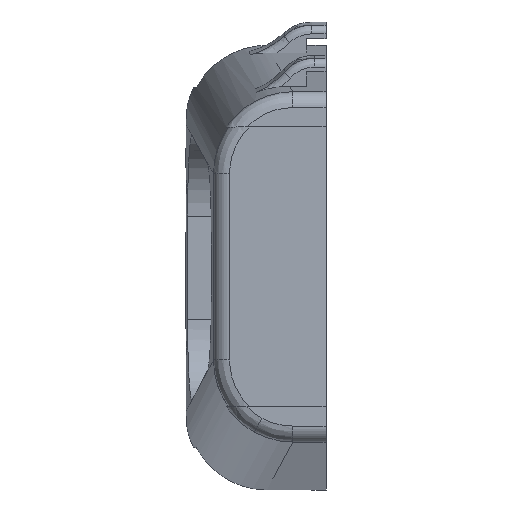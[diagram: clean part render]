
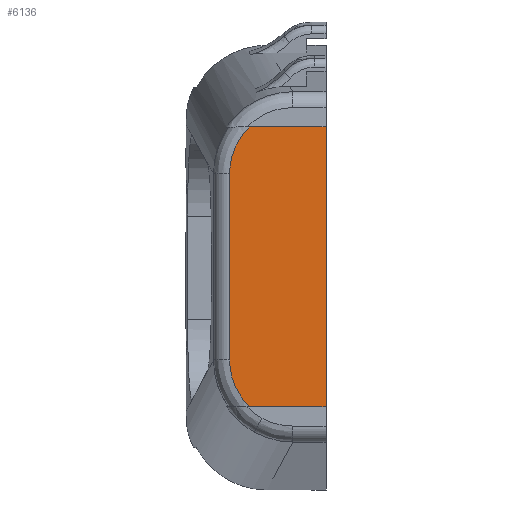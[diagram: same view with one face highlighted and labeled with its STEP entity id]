
A CAD part, top view. The second image highlights one B-rep face of the part: STEP entity #6136.
In plain terms, the highlighted planar face has unit normal (0, 0, 1).
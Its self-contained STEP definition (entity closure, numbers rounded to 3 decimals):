
#78 = CARTESIAN_POINT ( 'NONE',  ( 7.97, -17.4, 39.5 ) ) ;
#89 = CARTESIAN_POINT ( 'NONE',  ( 6.61, -15.72, 39.5 ) ) ;
#114 = CARTESIAN_POINT ( 'NONE',  ( 6.035, 14.506, 39.5 ) ) ;
#117 = CARTESIAN_POINT ( 'NONE',  ( 5.5, -11.605, 39.5 ) ) ;
#122 = CARTESIAN_POINT ( 'NONE',  ( 5.554, -12.683, 39.5 ) ) ;
#181 = CARTESIAN_POINT ( 'NONE',  ( 5.5, 12.149, 39.5 ) ) ;
#192 = CARTESIAN_POINT ( 'NONE',  ( 7.774, 17.212, 39.5 ) ) ;
#482 = VECTOR ( 'NONE', #5674, 1000. ) ;
#593 = CARTESIAN_POINT ( 'NONE',  ( 5.941, -14.25, 39.5 ) ) ;
#621 = CARTESIAN_POINT ( 'NONE',  ( 5.715, 13.472, 39.5 ) ) ;
#761 = EDGE_CURVE ( 'NONE', #1679, #3538, #2086, .T. ) ;
#769 = CARTESIAN_POINT ( 'NONE',  ( 7.97, 17.4, 39.5 ) ) ;
#1015 = VERTEX_POINT ( 'NONE', #78 ) ;
#1128 = DIRECTION ( 'NONE',  ( 1., 0., 0. ) ) ;
#1133 = DIRECTION ( 'NONE',  ( 1., 0., 0. ) ) ;
#1165 = CARTESIAN_POINT ( 'NONE',  ( 21.486, 17.4, 39.5 ) ) ;
#1217 = VERTEX_POINT ( 'NONE', #2060 ) ;
#1265 = CARTESIAN_POINT ( 'NONE',  ( 7.774, -17.212, 39.5 ) ) ;
#1300 = CARTESIAN_POINT ( 'NONE',  ( 6.035, -14.506, 39.5 ) ) ;
#1538 = EDGE_CURVE ( 'NONE', #4094, #1679, #6477, .T. ) ;
#1590 = CARTESIAN_POINT ( 'NONE',  ( 7.97, 17.4, 39.5 ) ) ;
#1612 = CARTESIAN_POINT ( 'NONE',  ( 7.069, -16.385, 39.5 ) ) ;
#1624 = EDGE_CURVE ( 'NONE', #4094, #1217, #4185, .T. ) ;
#1668 = DIRECTION ( 'NONE',  ( 0., 1., 0. ) ) ;
#1670 = B_SPLINE_CURVE_WITH_KNOTS ( 'NONE', 3,
 ( #4353, #1774, #122, #6250, #2818, #593, #1300, #6447, #89, #1612, #6412, #2662, #1265, #2696 ),
 .UNSPECIFIED., .F., .F.,
 ( 4, 2, 2, 2, 2, 2, 4 ),
 ( 0., 0.002, 0.002, 0.003, 0.005, 0.006, 0.006 ),
 .UNSPECIFIED. ) ;
#1674 = CARTESIAN_POINT ( 'NONE',  ( 5.5, 11.605, 39.5 ) ) ;
#1679 = VERTEX_POINT ( 'NONE', #6613 ) ;
#1745 = ORIENTED_EDGE ( 'NONE', *, *, #6518, .F. ) ;
#1774 = CARTESIAN_POINT ( 'NONE',  ( 5.5, -12.149, 39.5 ) ) ;
#2009 = AXIS2_PLACEMENT_3D ( 'NONE', #6283, #3677, #1133 ) ;
#2060 = CARTESIAN_POINT ( 'NONE',  ( 17.5, 17.4, 39.5 ) ) ;
#2086 = LINE ( 'NONE', #117, #5817 ) ;
#2182 = CARTESIAN_POINT ( 'NONE',  ( 5.941, 14.25, 39.5 ) ) ;
#2323 = CARTESIAN_POINT ( 'NONE',  ( 6.61, 15.72, 39.5 ) ) ;
#2324 = ORIENTED_EDGE ( 'NONE', *, *, #3953, .T. ) ;
#2490 = CARTESIAN_POINT ( 'NONE',  ( 21.486, -17.4, 39.5 ) ) ;
#2531 = VECTOR ( 'NONE', #1128, 1000. ) ;
#2619 = DIRECTION ( 'NONE',  ( 0., -1., 0. ) ) ;
#2662 = CARTESIAN_POINT ( 'NONE',  ( 7.587, -17.015, 39.5 ) ) ;
#2696 = CARTESIAN_POINT ( 'NONE',  ( 7.97, -17.4, 39.5 ) ) ;
#2818 = CARTESIAN_POINT ( 'NONE',  ( 5.781, -13.733, 39.5 ) ) ;
#2836 = CARTESIAN_POINT ( 'NONE',  ( 7.587, 17.015, 39.5 ) ) ;
#3007 = ORIENTED_EDGE ( 'NONE', *, *, #1538, .T. ) ;
#3133 = LINE ( 'NONE', #2490, #482 ) ;
#3202 = PLANE ( 'NONE',  #2009 ) ;
#3247 = ORIENTED_EDGE ( 'NONE', *, *, #761, .T. ) ;
#3504 = CARTESIAN_POINT ( 'NONE',  ( 17.5, -17.4, 39.5 ) ) ;
#3538 = VERTEX_POINT ( 'NONE', #5875 ) ;
#3677 = DIRECTION ( 'NONE',  ( 0., 0., 1. ) ) ;
#3707 = CARTESIAN_POINT ( 'NONE',  ( 5.781, 13.733, 39.5 ) ) ;
#3735 = LINE ( 'NONE', #5264, #4727 ) ;
#3858 = VERTEX_POINT ( 'NONE', #3504 ) ;
#3953 = EDGE_CURVE ( 'NONE', #3858, #1217, #3735, .T. ) ;
#4094 = VERTEX_POINT ( 'NONE', #1590 ) ;
#4185 = LINE ( 'NONE', #1165, #2531 ) ;
#4254 = CARTESIAN_POINT ( 'NONE',  ( 5.554, 12.683, 39.5 ) ) ;
#4353 = CARTESIAN_POINT ( 'NONE',  ( 5.5, -11.605, 39.5 ) ) ;
#4363 = EDGE_CURVE ( 'NONE', #3538, #1015, #1670, .T. ) ;
#4727 = VECTOR ( 'NONE', #1668, 1000. ) ;
#4875 = CARTESIAN_POINT ( 'NONE',  ( 7.235, 16.601, 39.5 ) ) ;
#4909 = CARTESIAN_POINT ( 'NONE',  ( 7.069, 16.385, 39.5 ) ) ;
#5264 = CARTESIAN_POINT ( 'NONE',  ( 17.5, -11.552, 39.5 ) ) ;
#5342 = FACE_OUTER_BOUND ( 'NONE', #5388, .T. ) ;
#5350 = ORIENTED_EDGE ( 'NONE', *, *, #4363, .T. ) ;
#5388 = EDGE_LOOP ( 'NONE', ( #1745, #2324, #5622, #3007, #3247, #5350 ) ) ;
#5622 = ORIENTED_EDGE ( 'NONE', *, *, #1624, .F. ) ;
#5674 = DIRECTION ( 'NONE',  ( -1., 0., 0. ) ) ;
#5817 = VECTOR ( 'NONE', #2619, 1000. ) ;
#5875 = CARTESIAN_POINT ( 'NONE',  ( 5.5, -11.605, 39.5 ) ) ;
#6136 = ADVANCED_FACE ( 'NONE', ( #5342 ), #3202, .T. ) ;
#6250 = CARTESIAN_POINT ( 'NONE',  ( 5.715, -13.472, 39.5 ) ) ;
#6283 = CARTESIAN_POINT ( 'NONE',  ( 21.486, -11.552, 39.5 ) ) ;
#6412 = CARTESIAN_POINT ( 'NONE',  ( 7.235, -16.601, 39.5 ) ) ;
#6447 = CARTESIAN_POINT ( 'NONE',  ( 6.352, -15.25, 39.5 ) ) ;
#6463 = CARTESIAN_POINT ( 'NONE',  ( 6.352, 15.25, 39.5 ) ) ;
#6477 = B_SPLINE_CURVE_WITH_KNOTS ( 'NONE', 3,
 ( #769, #192, #2836, #4875, #4909, #2323, #6463, #114, #2182, #3707, #621, #4254, #181, #1674 ),
 .UNSPECIFIED., .F., .F.,
 ( 4, 2, 2, 2, 2, 2, 4 ),
 ( 0., 0.001, 0.002, 0.003, 0.004, 0.005, 0.007 ),
 .UNSPECIFIED. ) ;
#6518 = EDGE_CURVE ( 'NONE', #3858, #1015, #3133, .T. ) ;
#6613 = CARTESIAN_POINT ( 'NONE',  ( 5.5, 11.605, 39.5 ) ) ;
